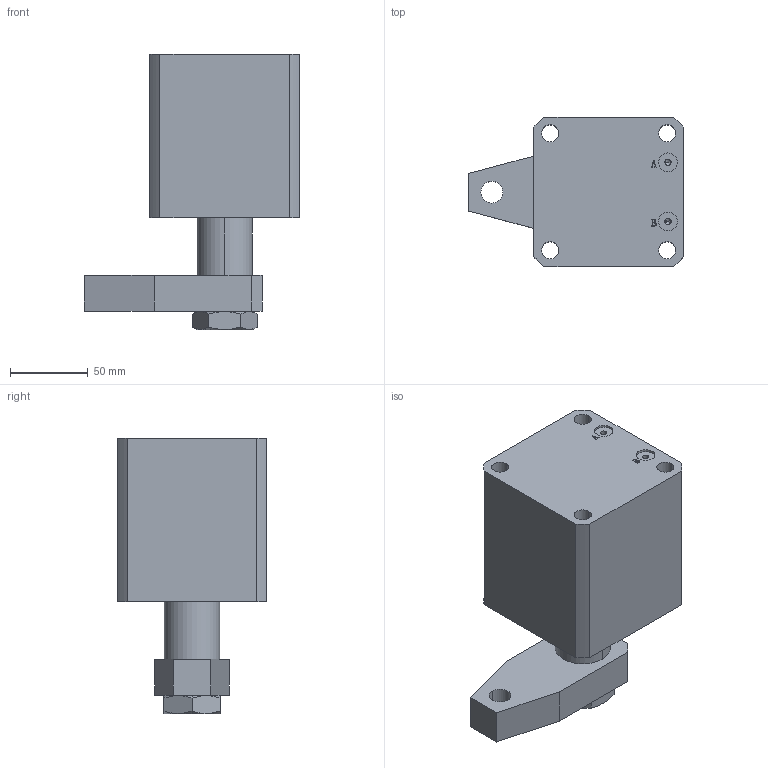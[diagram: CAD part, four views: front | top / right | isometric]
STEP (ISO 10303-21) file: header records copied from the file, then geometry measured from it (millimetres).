
FILE_DESCRIPTION (( 'STEP AP203' ), '1' );
FILE_NAME ('HSL-M63SL.STEP', '2022-11-15T03:25:17', ( '微软用户' ), ( '微软中国' ), 'SwSTEP 2.0', 'SolidWorks 2012', '' );
FILE_SCHEMA (( 'CONFIG_CONTROL_DESIGN' ));
Length unit declared in the file: millimetre
Products named in the file (5): HSL-M63SL; hex thin nuts grades ab gb_GB_FASTENER_NUT_STNABTT  B M24X2.0-N; HSL-63SL-90-揤旋; HSL-63SL-90-活塞杆; HSL-M63-90掛极
Assembly tree (4 placements, depth 2):
  HSL-M63SL
    HSL-M63-90掛极
    HSL-63SL-90-活塞杆
    HSL-63SL-90-揤旋
    hex thin nuts grades ab gb_GB_FASTENER_NUT_STNABTT  B M24X2.0-N
Bounding box: 138 x 96 x 177 mm (x, y, z)
Volume: 965027.9 mm3; surface area: 134499.4 mm2
Topology: 4 solids, 4 shells, 170 faces, 405 edges, 260 vertices
Faces by surface type: plane 78, cylinder 46, cone 22, bspline 16, torus 8
Entity records: 6316 total; most frequent: CARTESIAN_POINT 1858, DIRECTION 811, ORIENTED_EDGE 802, EDGE_CURVE 401, AXIS2_PLACEMENT_3D 293, VERTEX_POINT 260, LINE 225, VECTOR 225
